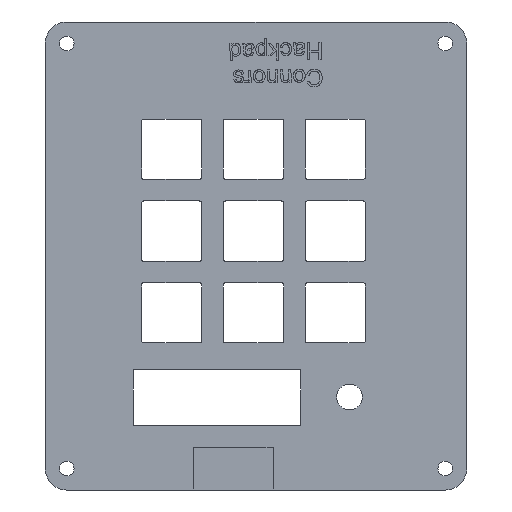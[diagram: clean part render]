
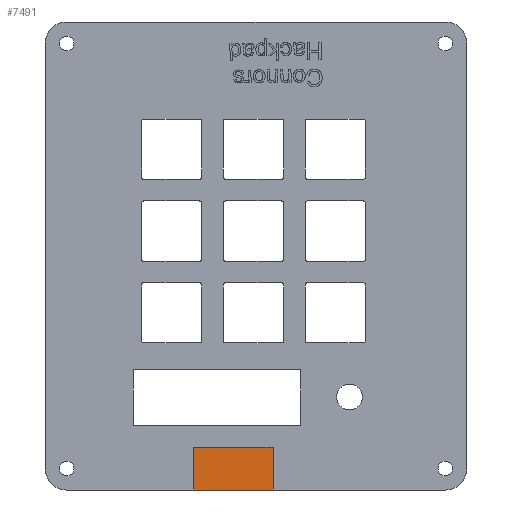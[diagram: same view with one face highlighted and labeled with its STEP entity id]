
A CAD part, front view. The second image highlights one B-rep face of the part: STEP entity #7491.
In plain terms, the highlighted planar face has unit normal (0, -1, 0).
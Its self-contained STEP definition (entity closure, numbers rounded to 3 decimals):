
#890=FACE_OUTER_BOUND('',#1305,.T.);
#1305=EDGE_LOOP('',(#4993,#4994,#4995,#4996));
#1770=LINE('',#9380,#2399);
#1771=LINE('',#9382,#2400);
#1772=LINE('',#9384,#2401);
#1773=LINE('',#9385,#2402);
#2399=VECTOR('',#8199,10.);
#2400=VECTOR('',#8200,10.);
#2401=VECTOR('',#8201,10.);
#2402=VECTOR('',#8202,10.);
#3028=VERTEX_POINT('',#9378);
#3029=VERTEX_POINT('',#9379);
#3030=VERTEX_POINT('',#9381);
#3031=VERTEX_POINT('',#9383);
#3814=EDGE_CURVE('',#3028,#3029,#1770,.T.);
#3815=EDGE_CURVE('',#3029,#3030,#1771,.T.);
#3816=EDGE_CURVE('',#3030,#3031,#1772,.T.);
#3817=EDGE_CURVE('',#3031,#3028,#1773,.T.);
#4993=ORIENTED_EDGE('',*,*,#3814,.T.);
#4994=ORIENTED_EDGE('',*,*,#3815,.T.);
#4995=ORIENTED_EDGE('',*,*,#3816,.T.);
#4996=ORIENTED_EDGE('',*,*,#3817,.T.);
#7351=PLANE('',#7920);
#7491=ADVANCED_FACE('',(#890),#7351,.T.);
#7920=AXIS2_PLACEMENT_3D('',#9377,#8197,#8198);
#8197=DIRECTION('center_axis',(0.,-1.,0.));
#8198=DIRECTION('ref_axis',(0.,0.,-1.));
#8199=DIRECTION('',(-1.,0.,0.));
#8200=DIRECTION('',(0.,0.,-1.));
#8201=DIRECTION('',(1.,0.,0.));
#8202=DIRECTION('',(0.,0.,1.));
#9377=CARTESIAN_POINT('Origin',(23.886,-5.5,-7.64));
#9378=CARTESIAN_POINT('',(33.136,-5.5,-2.64));
#9379=CARTESIAN_POINT('',(14.636,-5.5,-2.64));
#9380=CARTESIAN_POINT('',(14.636,-5.5,-2.64));
#9381=CARTESIAN_POINT('',(14.636,-5.5,-12.64));
#9382=CARTESIAN_POINT('',(14.636,-5.5,-12.64));
#9383=CARTESIAN_POINT('',(33.136,-5.5,-12.64));
#9384=CARTESIAN_POINT('',(33.136,-5.5,-12.64));
#9385=CARTESIAN_POINT('',(33.136,-5.5,-2.64));
